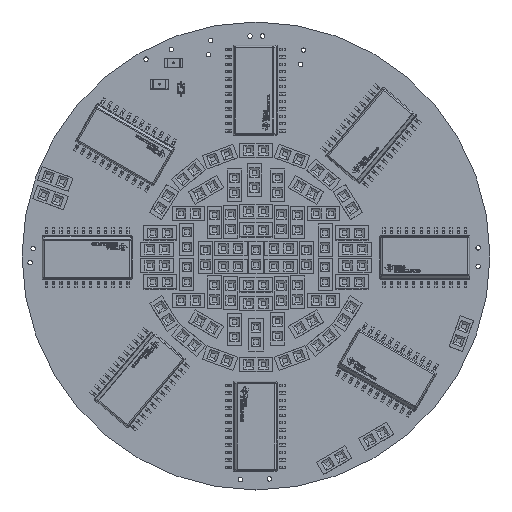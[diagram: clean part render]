
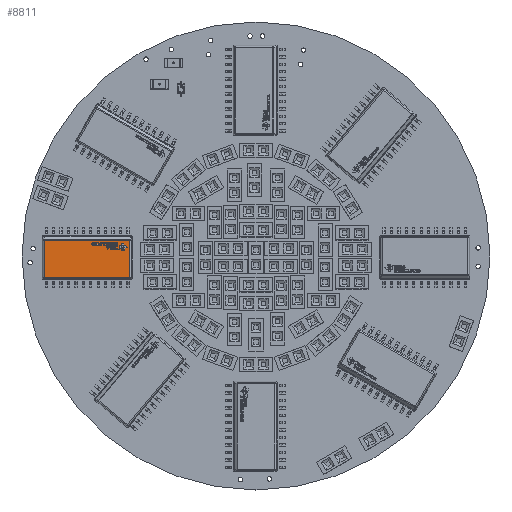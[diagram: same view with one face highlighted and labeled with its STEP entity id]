
A CAD part, top view. The second image highlights one B-rep face of the part: STEP entity #8811.
In plain terms, the highlighted face is planar.
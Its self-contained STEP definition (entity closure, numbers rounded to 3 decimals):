
#8459 = VERTEX_POINT('',#8460);
#8460 = CARTESIAN_POINT('',(-7.317,1.568,-3.367));
#8467 = EDGE_CURVE('',#8459,#8468,#8470,.T.);
#8468 = VERTEX_POINT('',#8469);
#8469 = CARTESIAN_POINT('',(7.317,1.568,-3.367));
#8470 = LINE('',#8471,#8472);
#8471 = CARTESIAN_POINT('',(-1.875,1.568,-3.367));
#8472 = VECTOR('',#8473,1.);
#8473 = DIRECTION('',(1.,0.,0.));
#8507 = EDGE_CURVE('',#8468,#8508,#8510,.T.);
#8508 = VERTEX_POINT('',#8509);
#8509 = CARTESIAN_POINT('',(7.317,1.568,2.962));
#8510 = LINE('',#8511,#8512);
#8511 = CARTESIAN_POINT('',(7.317,1.568,-0.888));
#8512 = VECTOR('',#8513,1.);
#8513 = DIRECTION('',(0.,0.,1.));
#8564 = EDGE_CURVE('',#8508,#8565,#8567,.T.);
#8565 = VERTEX_POINT('',#8566);
#8566 = CARTESIAN_POINT('',(-7.317,1.568,2.962));
#8567 = LINE('',#8568,#8569);
#8568 = CARTESIAN_POINT('',(0.938,1.568,2.962));
#8569 = VECTOR('',#8570,1.);
#8570 = DIRECTION('',(-1.,0.,0.));
#8621 = EDGE_CURVE('',#8565,#8459,#8622,.T.);
#8622 = LINE('',#8623,#8624);
#8623 = CARTESIAN_POINT('',(-7.317,1.568,0.888));
#8624 = VECTOR('',#8625,1.);
#8625 = DIRECTION('',(0.,0.,-1.));
#8811 = ADVANCED_FACE('',(#8812),#8818,.T.);
#8812 = FACE_BOUND('',#8813,.T.);
#8813 = EDGE_LOOP('',(#8814,#8815,#8816,#8817));
#8814 = ORIENTED_EDGE('',*,*,#8467,.F.);
#8815 = ORIENTED_EDGE('',*,*,#8621,.F.);
#8816 = ORIENTED_EDGE('',*,*,#8564,.F.);
#8817 = ORIENTED_EDGE('',*,*,#8507,.F.);
#8818 = PLANE('',#8819);
#8819 = AXIS2_PLACEMENT_3D('',#8820,#8821,#8822);
#8820 = CARTESIAN_POINT('',(0.,1.568,0.));
#8821 = DIRECTION('',(0.,1.,0.));
#8822 = DIRECTION('',(0.,-0.,1.));
